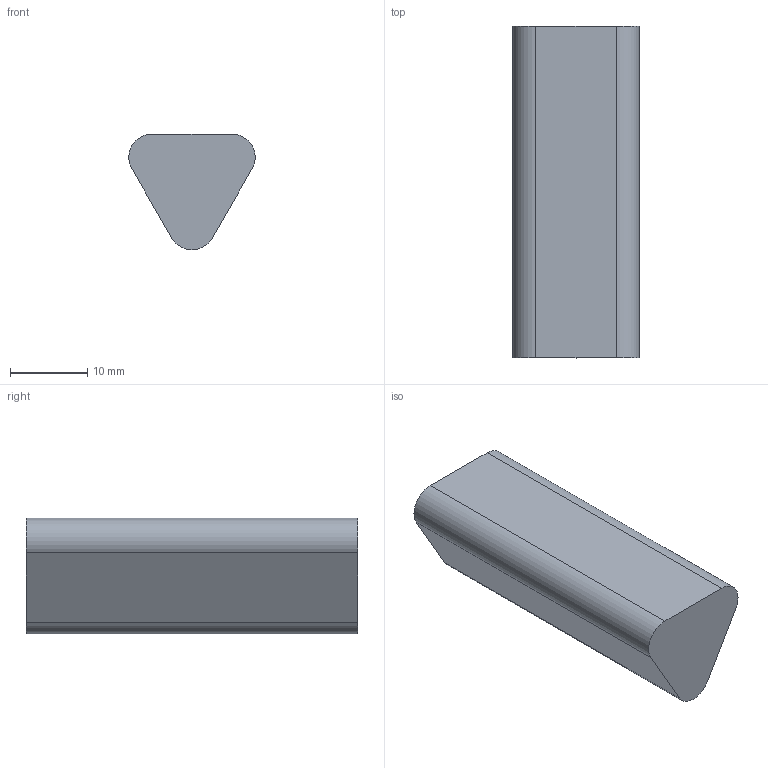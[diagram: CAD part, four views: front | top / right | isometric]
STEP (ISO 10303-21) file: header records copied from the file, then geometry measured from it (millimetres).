
FILE_DESCRIPTION(/* description */ (''),/* implementation_level */ '2;1');
FILE_NAME(/* name */ 'Xacto Cover.step',/* time_stamp */ '2020-09-16T17:55:48-07:00',/* author */ (''),/* organization */ (''),/* preprocessor_version */ 'ST-DEVELOPER v18.1',/* originating_system */ 'Autodesk Translation Framework v9.3.0.1241',/* authorisation */ '');
FILE_SCHEMA (('AUTOMOTIVE_DESIGN { 1 0 10303 214 3 1 1 }'));
Length unit declared in the file: millimetre
Products named in the file (1): Xacto Cover
Bounding box: 16.39 x 43 x 15 mm (x, y, z)
Volume: 4761.5 mm3; surface area: 3683.4 mm2
Topology: 1 solids, 1 shells, 25 faces, 58 edges, 36 vertices
Faces by surface type: plane 12, bspline 8, cylinder 5
Entity records: 1161 total; most frequent: CARTESIAN_POINT 588, ORIENTED_EDGE 116, DIRECTION 98, EDGE_CURVE 58, LINE 38, VECTOR 38, VERTEX_POINT 36, AXIS2_PLACEMENT_3D 30
